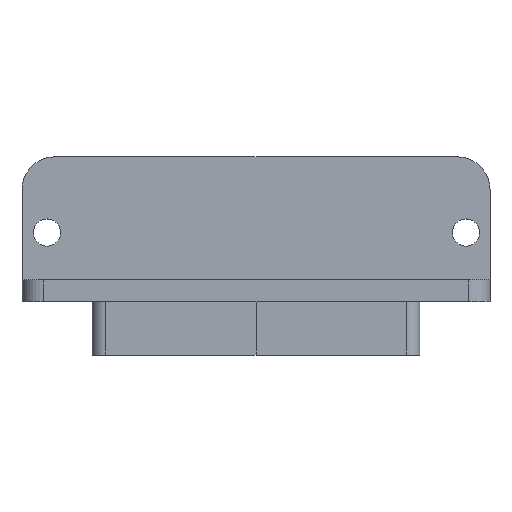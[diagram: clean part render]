
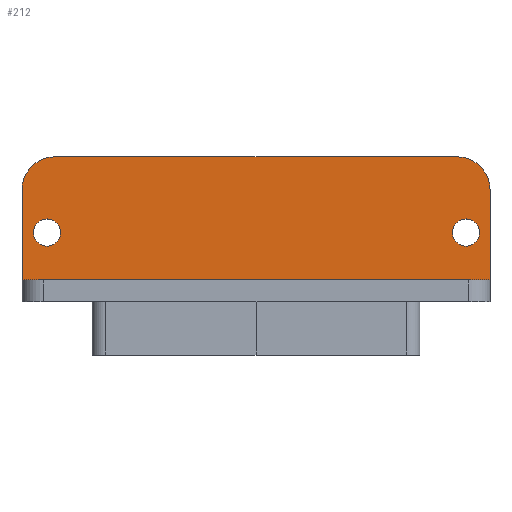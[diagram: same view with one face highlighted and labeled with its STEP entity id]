
A CAD part, top view. The second image highlights one B-rep face of the part: STEP entity #212.
In plain terms, the highlighted planar face has unit normal (0, 0, 1).
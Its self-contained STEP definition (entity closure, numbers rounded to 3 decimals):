
#66 = VERTEX_POINT('',#67);
#67 = CARTESIAN_POINT('',(-18.5,11.3,10.));
#73 = EDGE_CURVE('',#66,#74,#76,.T.);
#74 = VERTEX_POINT('',#75);
#75 = CARTESIAN_POINT('',(18.5,11.3,10.));
#76 = LINE('',#77,#78);
#77 = CARTESIAN_POINT('',(-21.5,11.3,10.));
#78 = VECTOR('',#79,1.);
#79 = DIRECTION('',(1.,0.,0.));
#168 = VERTEX_POINT('',#169);
#169 = CARTESIAN_POINT('',(-21.5,8.3,10.));
#175 = EDGE_CURVE('',#66,#168,#176,.T.);
#176 = CIRCLE('',#177,3.);
#177 = AXIS2_PLACEMENT_3D('',#178,#179,#180);
#178 = CARTESIAN_POINT('',(-18.5,8.3,10.));
#179 = DIRECTION('',(-0.,0.,1.));
#180 = DIRECTION('',(0.,-1.,0.));
#193 = VERTEX_POINT('',#194);
#194 = CARTESIAN_POINT('',(21.5,8.3,10.));
#200 = EDGE_CURVE('',#74,#193,#201,.T.);
#201 = CIRCLE('',#202,3.);
#202 = AXIS2_PLACEMENT_3D('',#203,#204,#205);
#203 = CARTESIAN_POINT('',(18.5,8.3,10.));
#204 = DIRECTION('',(-0.,-0.,-1.));
#205 = DIRECTION('',(0.,-1.,0.));
#212 = ADVANCED_FACE('',(#213,#240,#251),#262,.T.);
#213 = FACE_BOUND('',#214,.T.);
#214 = EDGE_LOOP('',(#215,#216,#217,#225,#233,#239));
#215 = ORIENTED_EDGE('',*,*,#73,.F.);
#216 = ORIENTED_EDGE('',*,*,#175,.T.);
#217 = ORIENTED_EDGE('',*,*,#218,.F.);
#218 = EDGE_CURVE('',#219,#168,#221,.T.);
#219 = VERTEX_POINT('',#220);
#220 = CARTESIAN_POINT('',(-21.5,0.,10.));
#221 = LINE('',#222,#223);
#222 = CARTESIAN_POINT('',(-21.5,0.,10.));
#223 = VECTOR('',#224,1.);
#224 = DIRECTION('',(0.,1.,0.));
#225 = ORIENTED_EDGE('',*,*,#226,.F.);
#226 = EDGE_CURVE('',#227,#219,#229,.T.);
#227 = VERTEX_POINT('',#228);
#228 = CARTESIAN_POINT('',(21.5,0.,10.));
#229 = LINE('',#230,#231);
#230 = CARTESIAN_POINT('',(21.5,0.,10.));
#231 = VECTOR('',#232,1.);
#232 = DIRECTION('',(-1.,0.,0.));
#233 = ORIENTED_EDGE('',*,*,#234,.F.);
#234 = EDGE_CURVE('',#193,#227,#235,.T.);
#235 = LINE('',#236,#237);
#236 = CARTESIAN_POINT('',(21.5,11.3,10.));
#237 = VECTOR('',#238,1.);
#238 = DIRECTION('',(0.,-1.,0.));
#239 = ORIENTED_EDGE('',*,*,#200,.F.);
#240 = FACE_BOUND('',#241,.T.);
#241 = EDGE_LOOP('',(#242));
#242 = ORIENTED_EDGE('',*,*,#243,.T.);
#243 = EDGE_CURVE('',#244,#244,#246,.T.);
#244 = VERTEX_POINT('',#245);
#245 = CARTESIAN_POINT('',(-17.95,4.35,10.));
#246 = CIRCLE('',#247,1.25);
#247 = AXIS2_PLACEMENT_3D('',#248,#249,#250);
#248 = CARTESIAN_POINT('',(-19.2,4.35,10.));
#249 = DIRECTION('',(0.,0.,-1.));
#250 = DIRECTION('',(1.,0.,0.));
#251 = FACE_BOUND('',#252,.T.);
#252 = EDGE_LOOP('',(#253));
#253 = ORIENTED_EDGE('',*,*,#254,.T.);
#254 = EDGE_CURVE('',#255,#255,#257,.T.);
#255 = VERTEX_POINT('',#256);
#256 = CARTESIAN_POINT('',(20.55,4.35,10.));
#257 = CIRCLE('',#258,1.25);
#258 = AXIS2_PLACEMENT_3D('',#259,#260,#261);
#259 = CARTESIAN_POINT('',(19.3,4.35,10.));
#260 = DIRECTION('',(0.,0.,-1.));
#261 = DIRECTION('',(1.,0.,0.));
#262 = PLANE('',#263);
#263 = AXIS2_PLACEMENT_3D('',#264,#265,#266);
#264 = CARTESIAN_POINT('',(0.,5.65,10.));
#265 = DIRECTION('',(0.,0.,1.));
#266 = DIRECTION('',(1.,0.,0.));
